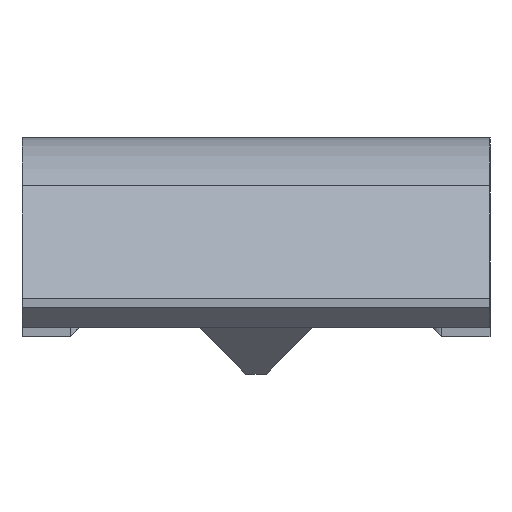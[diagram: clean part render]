
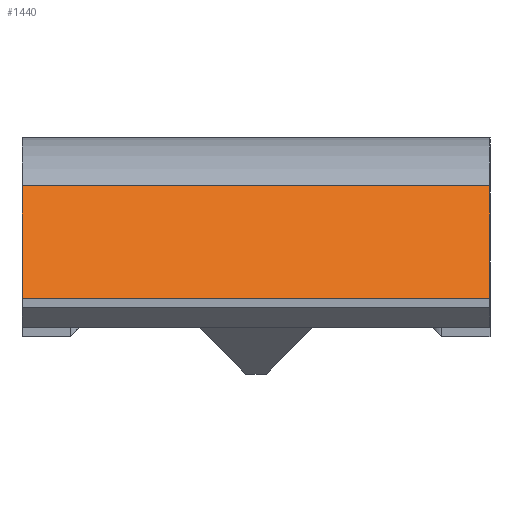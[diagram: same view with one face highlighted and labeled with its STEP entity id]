
A CAD part, left-side view. The second image highlights one B-rep face of the part: STEP entity #1440.
In plain terms, the highlighted planar face has unit normal (-0.707, 0, 0.707).
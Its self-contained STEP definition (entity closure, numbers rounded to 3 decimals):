
#67=PLANE('',#1611);
#146=FACE_OUTER_BOUND('',#229,.T.);
#229=EDGE_LOOP('',(#1238,#1239,#1240,#1241));
#296=LINE('',#2198,#436);
#362=LINE('',#2450,#502);
#363=LINE('',#2453,#503);
#373=LINE('',#2469,#513);
#436=VECTOR('',#1702,10.);
#502=VECTOR('',#1980,10.);
#503=VECTOR('',#1983,10.);
#513=VECTOR('',#1997,10.);
#628=VERTEX_POINT('',#2195);
#629=VERTEX_POINT('',#2197);
#709=VERTEX_POINT('',#2448);
#710=VERTEX_POINT('',#2452);
#770=EDGE_CURVE('',#628,#629,#296,.T.);
#899=EDGE_CURVE('',#629,#709,#362,.T.);
#900=EDGE_CURVE('',#709,#710,#363,.T.);
#911=EDGE_CURVE('',#628,#710,#373,.T.);
#1238=ORIENTED_EDGE('',*,*,#899,.F.);
#1239=ORIENTED_EDGE('',*,*,#770,.F.);
#1240=ORIENTED_EDGE('',*,*,#911,.T.);
#1241=ORIENTED_EDGE('',*,*,#900,.F.);
#1440=ADVANCED_FACE('',(#146),#67,.F.);
#1611=AXIS2_PLACEMENT_3D('',#2468,#1995,#1996);
#1702=DIRECTION('',(0.707,0.,0.707));
#1980=DIRECTION('',(0.,-1.,0.));
#1983=DIRECTION('',(-0.707,0.,-0.707));
#1995=DIRECTION('center_axis',(0.707,0.,-0.707));
#1996=DIRECTION('ref_axis',(0.707,0.,0.707));
#1997=DIRECTION('',(0.,-1.,0.));
#2195=CARTESIAN_POINT('',(-24.55,10.,1.25));
#2197=CARTESIAN_POINT('',(-19.75,10.,6.05));
#2198=CARTESIAN_POINT('',(-17.409,10.,8.391));
#2448=CARTESIAN_POINT('',(-19.75,-10.,6.05));
#2450=CARTESIAN_POINT('',(-19.75,5.,6.05));
#2452=CARTESIAN_POINT('',(-24.55,-10.,1.25));
#2453=CARTESIAN_POINT('',(-15.809,-10.,9.991));
#2468=CARTESIAN_POINT('Origin',(-24.55,10.,1.25));
#2469=CARTESIAN_POINT('',(-24.55,10.,1.25));
